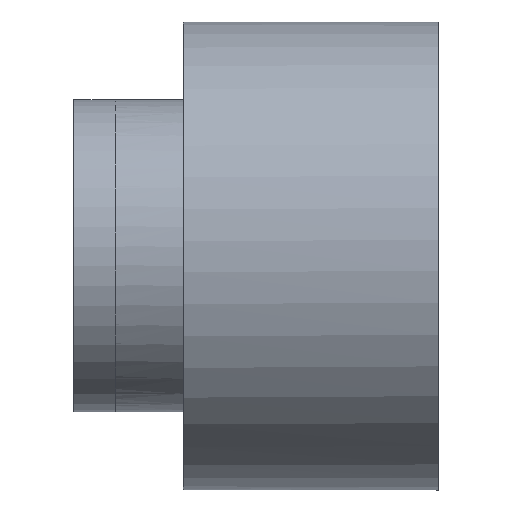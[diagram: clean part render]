
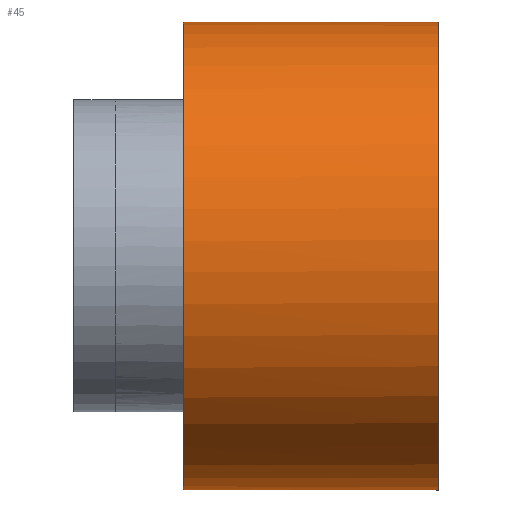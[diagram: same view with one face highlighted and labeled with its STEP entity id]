
A CAD part, left-side view. The second image highlights one B-rep face of the part: STEP entity #45.
In plain terms, the highlighted free-form (B-spline) face has degree [2, 1] with [9, 2] control points.
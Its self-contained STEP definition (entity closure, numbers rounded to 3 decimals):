
#45=ADVANCED_FACE('',(#61),#417,.T.);
#61=FACE_OUTER_BOUND('',#77,.T.);
#77=EDGE_LOOP('',(#119,#120,#121,#122));
#119=ORIENTED_EDGE('',*,*,#331,.T.);
#120=ORIENTED_EDGE('',*,*,#332,.T.);
#121=ORIENTED_EDGE('',*,*,#333,.T.);
#122=ORIENTED_EDGE('',*,*,#334,.T.);
#159=B_SPLINE_CURVE_WITH_KNOTS('',1,(#834,#835),.UNSPECIFIED.,.F.,.F.,(2,
2),(-2.45,0.),.UNSPECIFIED.);
#160=B_SPLINE_CURVE_WITH_KNOTS('',1,(#836,#837),.UNSPECIFIED.,.F.,.F.,(2,
2),(-2.45,0.),.UNSPECIFIED.);
#161=B_SPLINE_CURVE_WITH_KNOTS('',1,(#843,#844),.UNSPECIFIED.,.F.,.F.,(2,
2),(0.,7.069),.UNSPECIFIED.);
#162=B_SPLINE_CURVE_WITH_KNOTS('',1,(#845,#846),.UNSPECIFIED.,.F.,.F.,(2,
2),(-2.45,0.),.UNSPECIFIED.);
#163=B_SPLINE_CURVE_WITH_KNOTS('',1,(#847,#848),.UNSPECIFIED.,.F.,.F.,(2,
2),(-2.45,0.),.UNSPECIFIED.);
#164=B_SPLINE_CURVE_WITH_KNOTS('',1,(#854,#855),.UNSPECIFIED.,.F.,.F.,(2,
2),(0.,7.069),.UNSPECIFIED.);
#211=PCURVE('',#417,#259);
#212=PCURVE('',#417,#260);
#213=PCURVE('',#417,#261);
#214=PCURVE('',#417,#262);
#259=DEFINITIONAL_REPRESENTATION('',(#160),#902);
#260=DEFINITIONAL_REPRESENTATION('',(#161),#902);
#261=DEFINITIONAL_REPRESENTATION('',(#163),#902);
#262=DEFINITIONAL_REPRESENTATION('',(#164),#902);
#295=SURFACE_CURVE('',#159,(#211),.PCURVE_S1.);
#296=SURFACE_CURVE('',#375,(#212),.PCURVE_S1.);
#297=SURFACE_CURVE('',#162,(#213),.PCURVE_S1.);
#298=SURFACE_CURVE('',#376,(#214),.PCURVE_S1.);
#331=EDGE_CURVE('',#405,#404,#295,.T.);
#332=EDGE_CURVE('',#404,#403,#296,.T.);
#333=EDGE_CURVE('',#403,#406,#297,.T.);
#334=EDGE_CURVE('',#406,#405,#298,.T.);
#375=(
BOUNDED_CURVE()
B_SPLINE_CURVE(2,(#838,#839,#840,#841,#842),.UNSPECIFIED.,.F.,.F.)
B_SPLINE_CURVE_WITH_KNOTS((3,2,3),(0.,3.534,7.069),
 .UNSPECIFIED.)
CURVE()
GEOMETRIC_REPRESENTATION_ITEM()
RATIONAL_B_SPLINE_CURVE((1.,0.707,1.,0.707,1.))
REPRESENTATION_ITEM('')
);
#376=(
BOUNDED_CURVE()
B_SPLINE_CURVE(2,(#849,#850,#851,#852,#853),.UNSPECIFIED.,.F.,.F.)
B_SPLINE_CURVE_WITH_KNOTS((3,2,3),(0.,3.534,7.069),
 .UNSPECIFIED.)
CURVE()
GEOMETRIC_REPRESENTATION_ITEM()
RATIONAL_B_SPLINE_CURVE((1.,0.707,1.,0.707,1.))
REPRESENTATION_ITEM('')
);
#403=VERTEX_POINT('',#830);
#404=VERTEX_POINT('',#831);
#405=VERTEX_POINT('',#832);
#406=VERTEX_POINT('',#833);
#417=(
BOUNDED_SURFACE()
B_SPLINE_SURFACE(2,1,((#812,#813),(#814,#815),(#816,#817),(#818,#819),(#820,
#821),(#822,#823),(#824,#825),(#826,#827),(#828,#829)),.UNSPECIFIED.,.T.,
 .F.,.F.)
B_SPLINE_SURFACE_WITH_KNOTS((3,2,2,2,3),(2,2),(0.,1.571,3.142,
4.712,6.283),(0.,2.94),.UNSPECIFIED.)
GEOMETRIC_REPRESENTATION_ITEM()
RATIONAL_B_SPLINE_SURFACE(((1.,1.),(0.707,0.707),
(1.,1.),(0.707,0.707),(1.,1.),(0.707,
0.707),(1.,1.),(0.707,0.707),(1.,1.)))
REPRESENTATION_ITEM('')
SURFACE()
);
#812=CARTESIAN_POINT('',(1.65,-0.107,5.003));
#813=CARTESIAN_POINT('',(1.65,2.834,5.003));
#814=CARTESIAN_POINT('',(1.65,-0.107,2.753));
#815=CARTESIAN_POINT('',(1.65,2.834,2.753));
#816=CARTESIAN_POINT('',(-0.6,-0.107,2.753));
#817=CARTESIAN_POINT('',(-0.6,2.834,2.753));
#818=CARTESIAN_POINT('',(-2.85,-0.107,2.753));
#819=CARTESIAN_POINT('',(-2.85,2.834,2.753));
#820=CARTESIAN_POINT('',(-2.85,-0.107,5.003));
#821=CARTESIAN_POINT('',(-2.85,2.834,5.003));
#822=CARTESIAN_POINT('',(-2.85,-0.107,7.253));
#823=CARTESIAN_POINT('',(-2.85,2.834,7.253));
#824=CARTESIAN_POINT('',(-0.6,-0.107,7.253));
#825=CARTESIAN_POINT('',(-0.6,2.834,7.253));
#826=CARTESIAN_POINT('',(1.65,-0.107,7.253));
#827=CARTESIAN_POINT('',(1.65,2.834,7.253));
#828=CARTESIAN_POINT('',(1.65,-0.107,5.003));
#829=CARTESIAN_POINT('',(1.65,2.834,5.003));
#830=CARTESIAN_POINT('',(-0.6,2.589,2.753));
#831=CARTESIAN_POINT('',(-0.6,2.589,7.253));
#832=CARTESIAN_POINT('',(-0.6,0.139,7.253));
#833=CARTESIAN_POINT('',(-0.6,0.139,2.753));
#834=CARTESIAN_POINT('',(-0.6,0.139,7.253));
#835=CARTESIAN_POINT('',(-0.6,2.589,7.253));
#836=CARTESIAN_POINT('',(4.712,0.245));
#837=CARTESIAN_POINT('',(4.712,2.695));
#838=CARTESIAN_POINT('',(-0.6,2.589,7.253));
#839=CARTESIAN_POINT('',(-2.85,2.589,7.253));
#840=CARTESIAN_POINT('',(-2.85,2.589,5.003));
#841=CARTESIAN_POINT('',(-2.85,2.589,2.753));
#842=CARTESIAN_POINT('',(-0.6,2.589,2.753));
#843=CARTESIAN_POINT('',(4.712,2.695));
#844=CARTESIAN_POINT('',(1.571,2.695));
#845=CARTESIAN_POINT('',(-0.6,2.589,2.753));
#846=CARTESIAN_POINT('',(-0.6,0.139,2.753));
#847=CARTESIAN_POINT('',(1.571,2.695));
#848=CARTESIAN_POINT('',(1.571,0.245));
#849=CARTESIAN_POINT('',(-0.6,0.139,2.753));
#850=CARTESIAN_POINT('',(-2.85,0.139,2.753));
#851=CARTESIAN_POINT('',(-2.85,0.139,5.003));
#852=CARTESIAN_POINT('',(-2.85,0.139,7.253));
#853=CARTESIAN_POINT('',(-0.6,0.139,7.253));
#854=CARTESIAN_POINT('',(1.571,0.245));
#855=CARTESIAN_POINT('',(4.712,0.245));
#902=(
GEOMETRIC_REPRESENTATION_CONTEXT(2)
PARAMETRIC_REPRESENTATION_CONTEXT()
REPRESENTATION_CONTEXT('pspace','')
);
